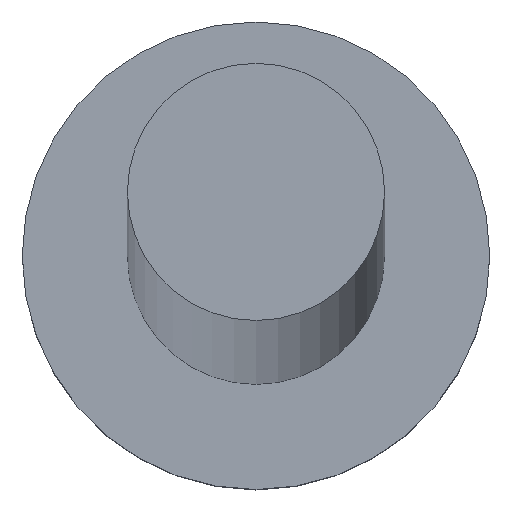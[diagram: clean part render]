
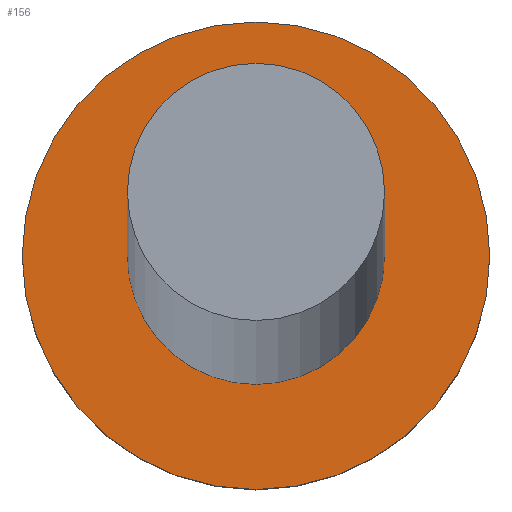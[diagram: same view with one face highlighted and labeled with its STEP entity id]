
A CAD part, top view. The second image highlights one B-rep face of the part: STEP entity #156.
In plain terms, the highlighted planar face has unit normal (0, 0, 1).
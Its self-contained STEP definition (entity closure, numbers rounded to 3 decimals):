
#7 = CARTESIAN_POINT ( 'NONE',  ( 0., 0., 2. ) ) ;
#16 = CARTESIAN_POINT ( 'NONE',  ( 0., 0., 2. ) ) ;
#20 = AXIS2_PLACEMENT_3D ( 'NONE', #16, #50, #166 ) ;
#23 = EDGE_CURVE ( 'NONE', #72, #143, #228, .T. ) ;
#29 = DIRECTION ( 'NONE',  ( 0., 0., 1. ) ) ;
#39 = AXIS2_PLACEMENT_3D ( 'NONE', #137, #245, #40 ) ;
#40 = DIRECTION ( 'NONE',  ( 1., 0., 0. ) ) ;
#41 = CARTESIAN_POINT ( 'NONE',  ( -1.1, 0., 2. ) ) ;
#50 = DIRECTION ( 'NONE',  ( 0., 0., 1. ) ) ;
#66 = ORIENTED_EDGE ( 'NONE', *, *, #23, .F. ) ;
#69 = AXIS2_PLACEMENT_3D ( 'NONE', #7, #157, #243 ) ;
#72 = VERTEX_POINT ( 'NONE', #149 ) ;
#79 = DIRECTION ( 'NONE',  ( 1., 0., 0. ) ) ;
#100 = CARTESIAN_POINT ( 'NONE',  ( 2., 0., 2. ) ) ;
#102 = FACE_BOUND ( 'NONE', #127, .T. ) ;
#109 = VERTEX_POINT ( 'NONE', #100 ) ;
#111 = AXIS2_PLACEMENT_3D ( 'NONE', #234, #173, #153 ) ;
#125 = VERTEX_POINT ( 'NONE', #198 ) ;
#126 = CIRCLE ( 'NONE', #20, 2. ) ;
#127 = EDGE_LOOP ( 'NONE', ( #204, #66 ) ) ;
#128 = ORIENTED_EDGE ( 'NONE', *, *, #254, .T. ) ;
#135 = EDGE_CURVE ( 'NONE', #125, #109, #193, .T. ) ;
#137 = CARTESIAN_POINT ( 'NONE',  ( 0., 0., 2. ) ) ;
#142 = ORIENTED_EDGE ( 'NONE', *, *, #135, .T. ) ;
#143 = VERTEX_POINT ( 'NONE', #41 ) ;
#148 = EDGE_CURVE ( 'NONE', #143, #72, #200, .T. ) ;
#149 = CARTESIAN_POINT ( 'NONE',  ( 1.1, 0., 2. ) ) ;
#153 = DIRECTION ( 'NONE',  ( 1., 0., 0. ) ) ;
#155 = FACE_OUTER_BOUND ( 'NONE', #230, .T. ) ;
#156 = ADVANCED_FACE ( 'NONE', ( #102, #155 ), #223, .T. ) ;
#157 = DIRECTION ( 'NONE',  ( 0., 0., 1. ) ) ;
#166 = DIRECTION ( 'NONE',  ( 1., 0., 0. ) ) ;
#168 = AXIS2_PLACEMENT_3D ( 'NONE', #229, #29, #79 ) ;
#173 = DIRECTION ( 'NONE',  ( 0., 0., 1. ) ) ;
#193 = CIRCLE ( 'NONE', #69, 2. ) ;
#198 = CARTESIAN_POINT ( 'NONE',  ( -2., 0., 2. ) ) ;
#200 = CIRCLE ( 'NONE', #168, 1.1 ) ;
#204 = ORIENTED_EDGE ( 'NONE', *, *, #148, .F. ) ;
#223 = PLANE ( 'NONE',  #39 ) ;
#228 = CIRCLE ( 'NONE', #111, 1.1 ) ;
#229 = CARTESIAN_POINT ( 'NONE',  ( 0., 0., 2. ) ) ;
#230 = EDGE_LOOP ( 'NONE', ( #142, #128 ) ) ;
#234 = CARTESIAN_POINT ( 'NONE',  ( 0., 0., 2. ) ) ;
#243 = DIRECTION ( 'NONE',  ( 1., 0., 0. ) ) ;
#245 = DIRECTION ( 'NONE',  ( 0., 0., 1. ) ) ;
#254 = EDGE_CURVE ( 'NONE', #109, #125, #126, .T. ) ;
